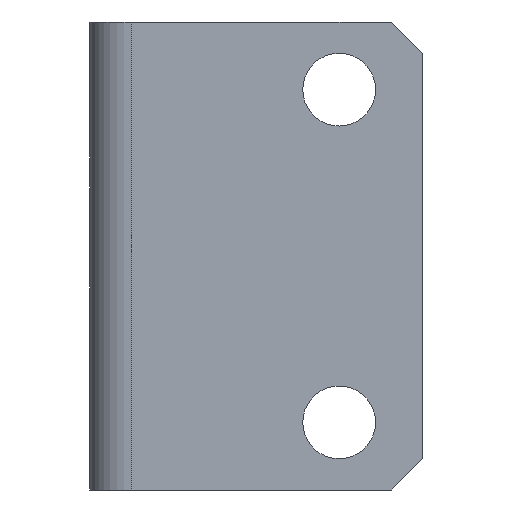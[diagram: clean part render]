
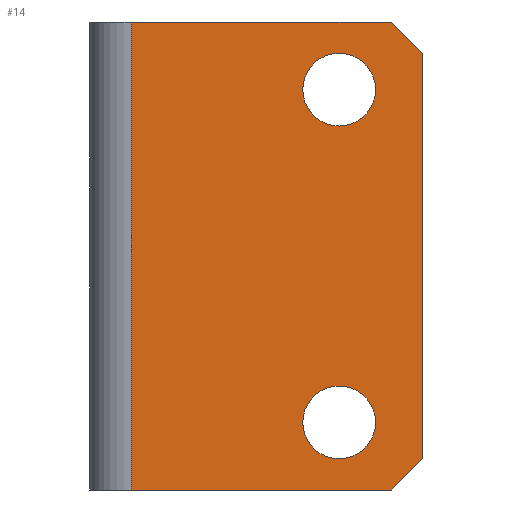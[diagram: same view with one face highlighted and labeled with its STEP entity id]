
A CAD part, front view. The second image highlights one B-rep face of the part: STEP entity #14.
In plain terms, the highlighted planar face has unit normal (0, -1, 0).
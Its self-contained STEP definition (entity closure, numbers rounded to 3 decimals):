
#14 = ADVANCED_FACE ( 'NONE', ( #684, #682, #686 ), #344, .F. ) ;
#90 = CARTESIAN_POINT ( 'NONE',  ( 24., 0., 10. ) ) ;
#98 = CARTESIAN_POINT ( 'NONE',  ( 24., 0., 3. ) ) ;
#102 = CARTESIAN_POINT ( 'NONE',  ( 32., 0., 3. ) ) ;
#104 = CARTESIAN_POINT ( 'NONE',  ( 24., 0., 35. ) ) ;
#110 = CARTESIAN_POINT ( 'NONE',  ( 4., 0., 0. ) ) ;
#115 = CARTESIAN_POINT ( 'NONE',  ( 29., 0., 0. ) ) ;
#120 = CARTESIAN_POINT ( 'NONE',  ( 4., 0., 45. ) ) ;
#122 = CARTESIAN_POINT ( 'NONE',  ( 29., 0., 45. ) ) ;
#125 = CARTESIAN_POINT ( 'NONE',  ( 24., 0., 42. ) ) ;
#129 = CARTESIAN_POINT ( 'NONE',  ( 32., 0., 42. ) ) ;
#215 = CARTESIAN_POINT ( 'NONE',  ( 32., 0., 3. ) ) ;
#219 = CARTESIAN_POINT ( 'NONE',  ( 0., 0., 0. ) ) ;
#220 = CARTESIAN_POINT ( 'NONE',  ( 29., 0., 45. ) ) ;
#221 = DIRECTION ( 'NONE',  ( 0.707, 0., 0.707 ) ) ;
#222 = CARTESIAN_POINT ( 'NONE',  ( 24., 0., 38.5 ) ) ;
#223 = DIRECTION ( 'NONE',  ( 1., 0., 0. ) ) ;
#225 = DIRECTION ( 'NONE',  ( 0., 1., 0. ) ) ;
#226 = DIRECTION ( 'NONE',  ( 0., 0., 1. ) ) ;
#228 = DIRECTION ( 'NONE',  ( -0.707, 0., 0.707 ) ) ;
#234 = CARTESIAN_POINT ( 'NONE',  ( 24., 0., 6.5 ) ) ;
#237 = DIRECTION ( 'NONE',  ( 0., 1., 0. ) ) ;
#238 = DIRECTION ( 'NONE',  ( 0., 0., 1. ) ) ;
#270 = CARTESIAN_POINT ( 'NONE',  ( 4., 0., 45. ) ) ;
#271 = DIRECTION ( 'NONE',  ( 0., 0., -1. ) ) ;
#272 = CARTESIAN_POINT ( 'NONE',  ( 24., 0., 38.5 ) ) ;
#278 = CARTESIAN_POINT ( 'NONE',  ( 32., 0., 45. ) ) ;
#279 = DIRECTION ( 'NONE',  ( 0., 1., 0. ) ) ;
#280 = DIRECTION ( 'NONE',  ( 0., 0., 1. ) ) ;
#281 = CARTESIAN_POINT ( 'NONE',  ( 0., 0., 45. ) ) ;
#282 = DIRECTION ( 'NONE',  ( 1., 0., 0. ) ) ;
#288 = CARTESIAN_POINT ( 'NONE',  ( 24., 0., 6.5 ) ) ;
#289 = DIRECTION ( 'NONE',  ( 0., 0., -1. ) ) ;
#290 = DIRECTION ( 'NONE',  ( 0., 1., 0. ) ) ;
#291 = DIRECTION ( 'NONE',  ( 0., 0., 1. ) ) ;
#314 = VERTEX_POINT ( 'NONE', #90 ) ;
#324 = VERTEX_POINT ( 'NONE', #98 ) ;
#331 = VERTEX_POINT ( 'NONE', #102 ) ;
#334 = VERTEX_POINT ( 'NONE', #104 ) ;
#341 = VERTEX_POINT ( 'NONE', #110 ) ;
#344 = PLANE ( 'NONE',  #505 ) ;
#348 = DIRECTION ( 'NONE',  ( 0., 1., 0. ) ) ;
#353 = VERTEX_POINT ( 'NONE', #115 ) ;
#360 = VERTEX_POINT ( 'NONE', #120 ) ;
#366 = DIRECTION ( 'NONE',  ( 0., 0., 1. ) ) ;
#367 = VERTEX_POINT ( 'NONE', #122 ) ;
#373 = VERTEX_POINT ( 'NONE', #125 ) ;
#380 = VERTEX_POINT ( 'NONE', #129 ) ;
#381 = CARTESIAN_POINT ( 'NONE',  ( 0., 0., 45. ) ) ;
#405 = AXIS2_PLACEMENT_3D ( 'NONE', #222, #225, #226 ) ;
#452 = EDGE_CURVE ( 'NONE', #353, #331, #772, .T. ) ;
#453 = EDGE_CURVE ( 'NONE', #341, #353, #776, .T. ) ;
#454 = EDGE_CURVE ( 'NONE', #334, #373, #791, .T. ) ;
#455 = EDGE_CURVE ( 'NONE', #380, #367, #790, .T. ) ;
#456 = AXIS2_PLACEMENT_3D ( 'NONE', #234, #237, #238 ) ;
#462 = EDGE_CURVE ( 'NONE', #324, #314, #799, .T. ) ;
#483 = EDGE_CURVE ( 'NONE', #360, #341, #818, .T. ) ;
#492 = AXIS2_PLACEMENT_3D ( 'NONE', #272, #279, #280 ) ;
#496 = AXIS2_PLACEMENT_3D ( 'NONE', #288, #290, #291 ) ;
#500 = EDGE_CURVE ( 'NONE', #373, #334, #824, .T. ) ;
#501 = EDGE_CURVE ( 'NONE', #360, #367, #820, .T. ) ;
#504 = EDGE_CURVE ( 'NONE', #380, #331, #827, .T. ) ;
#505 = AXIS2_PLACEMENT_3D ( 'NONE', #381, #348, #366 ) ;
#506 = EDGE_CURVE ( 'NONE', #314, #324, #830, .T. ) ;
#512 = ORIENTED_EDGE ( 'NONE', *, *, #454, .T. ) ;
#513 = ORIENTED_EDGE ( 'NONE', *, *, #506, .T. ) ;
#528 = ORIENTED_EDGE ( 'NONE', *, *, #500, .T. ) ;
#529 = ORIENTED_EDGE ( 'NONE', *, *, #462, .T. ) ;
#530 = ORIENTED_EDGE ( 'NONE', *, *, #483, .T. ) ;
#531 = ORIENTED_EDGE ( 'NONE', *, *, #452, .T. ) ;
#532 = ORIENTED_EDGE ( 'NONE', *, *, #501, .F. ) ;
#533 = ORIENTED_EDGE ( 'NONE', *, *, #504, .F. ) ;
#534 = ORIENTED_EDGE ( 'NONE', *, *, #455, .T. ) ;
#611 = ORIENTED_EDGE ( 'NONE', *, *, #453, .T. ) ;
#642 = EDGE_LOOP ( 'NONE', ( #532, #530, #611, #531, #533, #534 ) ) ;
#659 = EDGE_LOOP ( 'NONE', ( #513, #529 ) ) ;
#665 = EDGE_LOOP ( 'NONE', ( #528, #512 ) ) ;
#682 = FACE_BOUND ( 'NONE', #659, .T. ) ;
#684 = FACE_BOUND ( 'NONE', #665, .T. ) ;
#686 = FACE_OUTER_BOUND ( 'NONE', #642, .T. ) ;
#772 = LINE ( 'NONE', #215, #786 ) ;
#776 = LINE ( 'NONE', #219, #788 ) ;
#786 = VECTOR ( 'NONE', #221, 1000. ) ;
#787 = VECTOR ( 'NONE', #228, 1000. ) ;
#788 = VECTOR ( 'NONE', #223, 1000. ) ;
#790 = LINE ( 'NONE', #220, #787 ) ;
#791 = CIRCLE ( 'NONE', #405, 3.5 ) ;
#799 = CIRCLE ( 'NONE', #456, 3.5 ) ;
#816 = VECTOR ( 'NONE', #289, 1000. ) ;
#818 = LINE ( 'NONE', #270, #819 ) ;
#819 = VECTOR ( 'NONE', #271, 1000. ) ;
#820 = LINE ( 'NONE', #281, #822 ) ;
#822 = VECTOR ( 'NONE', #282, 1000. ) ;
#824 = CIRCLE ( 'NONE', #492, 3.5 ) ;
#827 = LINE ( 'NONE', #278, #816 ) ;
#830 = CIRCLE ( 'NONE', #496, 3.5 ) ;
